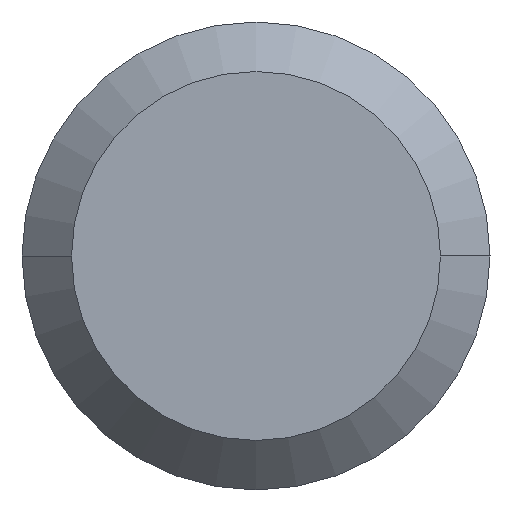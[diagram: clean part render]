
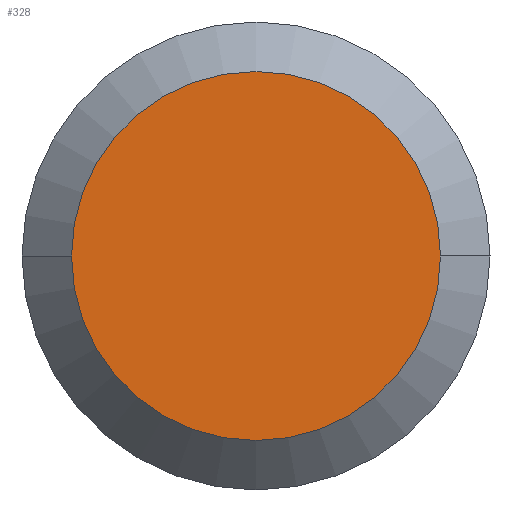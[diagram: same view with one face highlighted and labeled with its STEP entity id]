
A CAD part, left-side view. The second image highlights one B-rep face of the part: STEP entity #328.
In plain terms, the highlighted planar face has unit normal (-1, 0, 0).
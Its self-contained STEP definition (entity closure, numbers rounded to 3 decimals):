
#28 = CARTESIAN_POINT ( 'NONE',  ( 0., 0., 0. ) ) ;
#29 = CARTESIAN_POINT ( 'NONE',  ( 0., 0., 0. ) ) ;
#34 = DIRECTION ( 'NONE',  ( 0., 1., 0. ) ) ;
#48 = EDGE_LOOP ( 'NONE', ( #383, #201 ) ) ;
#75 = EDGE_CURVE ( 'NONE', #175, #278, #352, .T. ) ;
#105 = DIRECTION ( 'NONE',  ( 1., 0., 0. ) ) ;
#121 = PLANE ( 'NONE',  #177 ) ;
#140 = DIRECTION ( 'NONE',  ( 0., 1., 0. ) ) ;
#154 = CIRCLE ( 'NONE', #159, 2.365 ) ;
#159 = AXIS2_PLACEMENT_3D ( 'NONE', #29, #168, #140 ) ;
#168 = DIRECTION ( 'NONE',  ( 1., 0., 0. ) ) ;
#175 = VERTEX_POINT ( 'NONE', #226 ) ;
#177 = AXIS2_PLACEMENT_3D ( 'NONE', #407, #216, #410 ) ;
#179 = CARTESIAN_POINT ( 'NONE',  ( 0., 2.365, 0. ) ) ;
#201 = ORIENTED_EDGE ( 'NONE', *, *, #75, .F. ) ;
#216 = DIRECTION ( 'NONE',  ( -1., 0., 0. ) ) ;
#226 = CARTESIAN_POINT ( 'NONE',  ( 0., -2.365, 0. ) ) ;
#273 = FACE_OUTER_BOUND ( 'NONE', #48, .T. ) ;
#278 = VERTEX_POINT ( 'NONE', #179 ) ;
#308 = AXIS2_PLACEMENT_3D ( 'NONE', #28, #105, #34 ) ;
#328 = ADVANCED_FACE ( 'NONE', ( #273 ), #121, .T. ) ;
#352 = CIRCLE ( 'NONE', #308, 2.365 ) ;
#383 = ORIENTED_EDGE ( 'NONE', *, *, #389, .F. ) ;
#389 = EDGE_CURVE ( 'NONE', #278, #175, #154, .T. ) ;
#407 = CARTESIAN_POINT ( 'NONE',  ( 0., 0., 0. ) ) ;
#410 = DIRECTION ( 'NONE',  ( 0., -1., 0. ) ) ;
